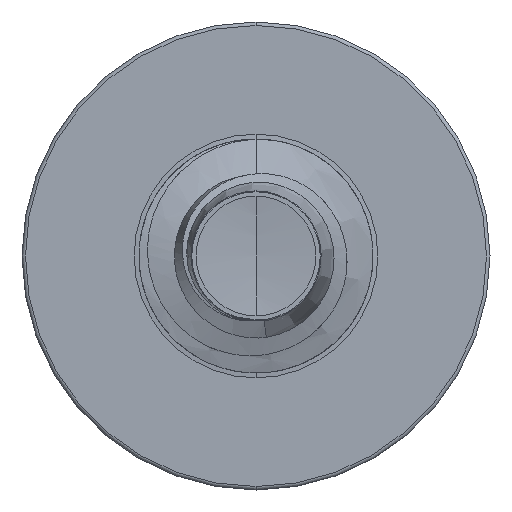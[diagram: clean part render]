
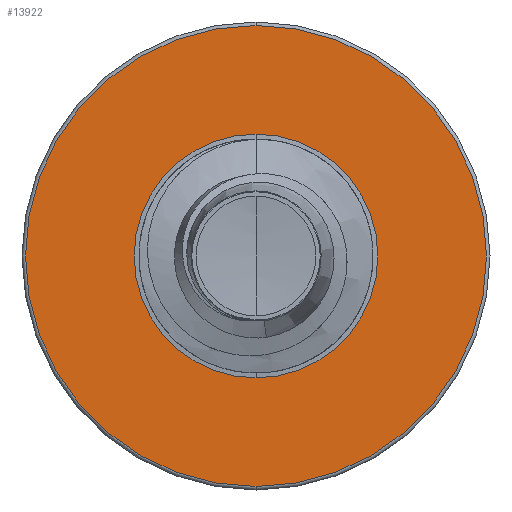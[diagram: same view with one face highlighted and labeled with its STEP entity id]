
A CAD part, front view. The second image highlights one B-rep face of the part: STEP entity #13922.
In plain terms, the highlighted planar face has unit normal (0, -1, 0).
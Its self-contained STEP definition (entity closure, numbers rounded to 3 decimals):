
#198 = CARTESIAN_POINT ( 'NONE',  ( 0., 10., -2.955 ) ) ;
#705 = AXIS2_PLACEMENT_3D ( 'NONE', #13371, #6203, #14528 ) ;
#1547 = VERTEX_POINT ( 'NONE', #10354 ) ;
#2900 = DIRECTION ( 'NONE',  ( 0., 1., 0. ) ) ;
#3138 = VERTEX_POINT ( 'NONE', #4489 ) ;
#3788 = EDGE_CURVE ( 'NONE', #1547, #5194, #5243, .T. ) ;
#3811 = AXIS2_PLACEMENT_3D ( 'NONE', #13711, #6536, #14861 ) ;
#3995 = EDGE_CURVE ( 'NONE', #8693, #3138, #8407, .T. ) ;
#4489 = CARTESIAN_POINT ( 'NONE',  ( 0., 10., -1.562 ) ) ;
#5194 = VERTEX_POINT ( 'NONE', #198 ) ;
#5243 = CIRCLE ( 'NONE', #14840, 2.955 ) ;
#5447 = EDGE_CURVE ( 'NONE', #5194, #1547, #9333, .T. ) ;
#5663 = EDGE_CURVE ( 'NONE', #3138, #8693, #8595, .T. ) ;
#6148 = DIRECTION ( 'NONE',  ( 0., 1., 0. ) ) ;
#6203 = DIRECTION ( 'NONE',  ( 0., 1., 0. ) ) ;
#6536 = DIRECTION ( 'NONE',  ( 0., 1., 0. ) ) ;
#6872 = DIRECTION ( 'NONE',  ( 0., 0., 1. ) ) ;
#7622 = ORIENTED_EDGE ( 'NONE', *, *, #5447, .F. ) ;
#7941 = ORIENTED_EDGE ( 'NONE', *, *, #5663, .T. ) ;
#8325 = FACE_OUTER_BOUND ( 'NONE', #12013, .T. ) ;
#8407 = CIRCLE ( 'NONE', #705, 1.562 ) ;
#8595 = CIRCLE ( 'NONE', #3811, 1.562 ) ;
#8693 = VERTEX_POINT ( 'NONE', #13514 ) ;
#9333 = CIRCLE ( 'NONE', #14563, 2.955 ) ;
#10155 = CARTESIAN_POINT ( 'NONE',  ( 0., 10., 0. ) ) ;
#10354 = CARTESIAN_POINT ( 'NONE',  ( 0., 10., 2.955 ) ) ;
#11174 = AXIS2_PLACEMENT_3D ( 'NONE', #13985, #14036, #6872 ) ;
#11363 = DIRECTION ( 'NONE',  ( 0., 0., 1. ) ) ;
#12013 = EDGE_LOOP ( 'NONE', ( #14596, #7622 ) ) ;
#12857 = PLANE ( 'NONE',  #11174 ) ;
#12916 = EDGE_LOOP ( 'NONE', ( #13087, #7941 ) ) ;
#13087 = ORIENTED_EDGE ( 'NONE', *, *, #3995, .T. ) ;
#13318 = CARTESIAN_POINT ( 'NONE',  ( 0., 10., 0. ) ) ;
#13371 = CARTESIAN_POINT ( 'NONE',  ( 0., 10., 0. ) ) ;
#13514 = CARTESIAN_POINT ( 'NONE',  ( 0., 10., 1.562 ) ) ;
#13711 = CARTESIAN_POINT ( 'NONE',  ( 0., 10., 0. ) ) ;
#13922 = ADVANCED_FACE ( 'NONE', ( #8325, #15704 ), #12857, .F. ) ;
#13985 = CARTESIAN_POINT ( 'NONE',  ( 0., 10., -1.562 ) ) ;
#14036 = DIRECTION ( 'NONE',  ( 0., 1., 0. ) ) ;
#14479 = DIRECTION ( 'NONE',  ( 0., 0., 1. ) ) ;
#14528 = DIRECTION ( 'NONE',  ( 0., 0., 1. ) ) ;
#14563 = AXIS2_PLACEMENT_3D ( 'NONE', #10155, #2900, #11363 ) ;
#14596 = ORIENTED_EDGE ( 'NONE', *, *, #3788, .F. ) ;
#14840 = AXIS2_PLACEMENT_3D ( 'NONE', #13318, #6148, #14479 ) ;
#14861 = DIRECTION ( 'NONE',  ( 0., 0., 1. ) ) ;
#15704 = FACE_BOUND ( 'NONE', #12916, .T. ) ;
